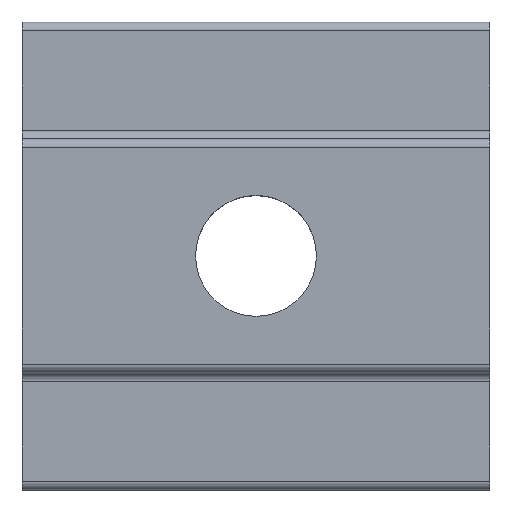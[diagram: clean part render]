
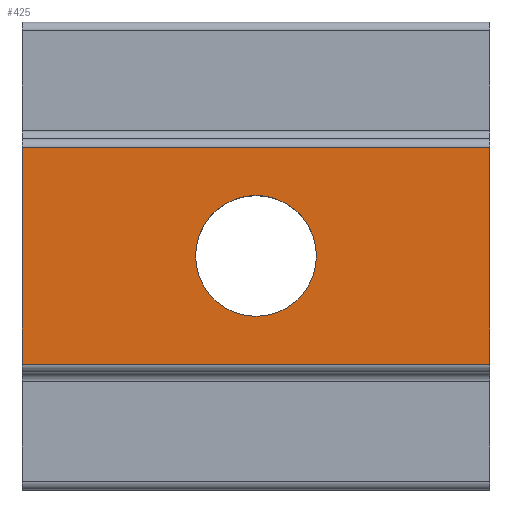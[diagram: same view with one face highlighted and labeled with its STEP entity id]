
A CAD part, top view. The second image highlights one B-rep face of the part: STEP entity #425.
In plain terms, the highlighted planar face has unit normal (0, 0, 1).
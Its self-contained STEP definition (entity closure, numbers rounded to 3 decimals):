
#31=LINE('',#642,#71);
#32=LINE('',#645,#72);
#33=LINE('',#647,#73);
#34=LINE('',#649,#74);
#71=VECTOR('',#512,1000.);
#72=VECTOR('',#513,1000.);
#73=VECTOR('',#514,1000.);
#74=VECTOR('',#515,1000.);
#111=ORIENTED_EDGE('',*,*,#235,.F.);
#112=ORIENTED_EDGE('',*,*,#236,.T.);
#113=ORIENTED_EDGE('',*,*,#237,.F.);
#114=ORIENTED_EDGE('',*,*,#238,.F.);
#115=ORIENTED_EDGE('',*,*,#239,.T.);
#235=EDGE_CURVE('',#297,#297,#339,.T.);
#236=EDGE_CURVE('',#298,#299,#31,.T.);
#237=EDGE_CURVE('',#300,#299,#32,.T.);
#238=EDGE_CURVE('',#301,#300,#33,.T.);
#239=EDGE_CURVE('',#301,#298,#34,.T.);
#297=VERTEX_POINT('',#641);
#298=VERTEX_POINT('',#643);
#299=VERTEX_POINT('',#644);
#300=VERTEX_POINT('',#646);
#301=VERTEX_POINT('',#648);
#339=CIRCLE('',#462,2.067);
#361=EDGE_LOOP('',(#111));
#362=EDGE_LOOP('',(#112,#113,#114,#115));
#387=FACE_BOUND('',#361,.T.);
#388=FACE_BOUND('',#362,.T.);
#413=PLANE('',#461);
#425=ADVANCED_FACE('',(#387,#388),#413,.F.);
#461=AXIS2_PLACEMENT_3D('',#639,#508,#509);
#462=AXIS2_PLACEMENT_3D('',#640,#510,#511);
#508=DIRECTION('',(0.,0.,-1.));
#509=DIRECTION('',(-1.,0.,0.));
#510=DIRECTION('',(0.,0.,1.));
#511=DIRECTION('',(1.,0.,0.));
#512=DIRECTION('',(0.,-1.,0.));
#513=DIRECTION('',(-1.,0.,0.));
#514=DIRECTION('',(0.,-1.,0.));
#515=DIRECTION('',(-1.,0.,0.));
#639=CARTESIAN_POINT('',(8.,3.7,0.));
#640=CARTESIAN_POINT('',(0.,0.,0.));
#641=CARTESIAN_POINT('',(2.067,0.,0.));
#642=CARTESIAN_POINT('',(-8.,3.7,0.));
#643=CARTESIAN_POINT('',(-8.,3.7,0.));
#644=CARTESIAN_POINT('',(-8.,-3.7,0.));
#645=CARTESIAN_POINT('',(8.,-3.7,0.));
#646=CARTESIAN_POINT('',(8.,-3.7,0.));
#647=CARTESIAN_POINT('',(8.,3.7,0.));
#648=CARTESIAN_POINT('',(8.,3.7,0.));
#649=CARTESIAN_POINT('',(8.,3.7,0.));
